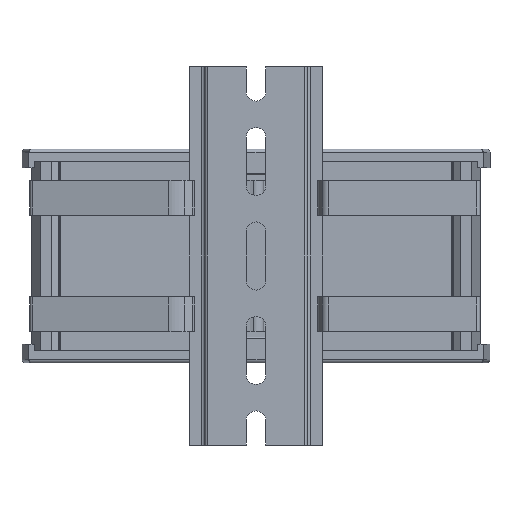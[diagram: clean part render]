
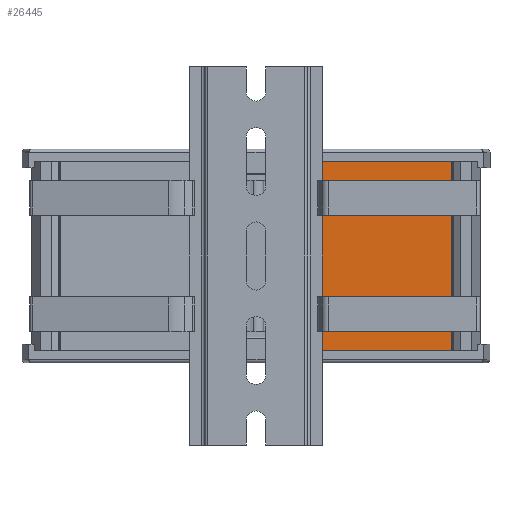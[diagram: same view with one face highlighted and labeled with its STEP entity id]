
A CAD part, front view. The second image highlights one B-rep face of the part: STEP entity #26445.
In plain terms, the highlighted planar face has unit normal (0, -1, 0).
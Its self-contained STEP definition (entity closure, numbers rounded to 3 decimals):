
#29 = AXIS2_PLACEMENT_3D ( 'NONE', #2485, #12932, #13201 ) ;
#965 = DIRECTION ( 'NONE',  ( 1., 0., 0. ) ) ;
#2057 = LINE ( 'NONE', #26198, #21221 ) ;
#2276 = DIRECTION ( 'NONE',  ( 1., 0., 0. ) ) ;
#2485 = CARTESIAN_POINT ( 'NONE',  ( 6.025, -1.653, -50. ) ) ;
#2671 = VECTOR ( 'NONE', #2276, 1000. ) ;
#3173 = EDGE_CURVE ( 'NONE', #22107, #7784, #9653, .T. ) ;
#3301 = DIRECTION ( 'NONE',  ( 0., 0., 1. ) ) ;
#3811 = VERTEX_POINT ( 'NONE', #15124 ) ;
#6275 = VECTOR ( 'NONE', #3301, 1000. ) ;
#7784 = VERTEX_POINT ( 'NONE', #8825 ) ;
#8054 = ORIENTED_EDGE ( 'NONE', *, *, #3173, .T. ) ;
#8383 = DIRECTION ( 'NONE',  ( 0., 0., 1. ) ) ;
#8803 = VECTOR ( 'NONE', #8383, 1000. ) ;
#8825 = CARTESIAN_POINT ( 'NONE',  ( 51.609, -1.653, -50. ) ) ;
#9546 = CARTESIAN_POINT ( 'NONE',  ( 51.609, -1.653, -50. ) ) ;
#9653 = LINE ( 'NONE', #14965, #2671 ) ;
#9818 = ORIENTED_EDGE ( 'NONE', *, *, #15411, .F. ) ;
#12932 = DIRECTION ( 'NONE',  ( 0., -1., 0. ) ) ;
#13201 = DIRECTION ( 'NONE',  ( 0., 0., -1. ) ) ;
#14430 = LINE ( 'NONE', #16908, #8803 ) ;
#14595 = VERTEX_POINT ( 'NONE', #19793 ) ;
#14683 = EDGE_CURVE ( 'NONE', #7784, #3811, #19504, .T. ) ;
#14965 = CARTESIAN_POINT ( 'NONE',  ( 6.025, -1.653, -50. ) ) ;
#15124 = CARTESIAN_POINT ( 'NONE',  ( 51.609, -1.653, 0. ) ) ;
#15279 = PLANE ( 'NONE',  #29 ) ;
#15411 = EDGE_CURVE ( 'NONE', #22107, #14595, #14430, .T. ) ;
#15618 = CARTESIAN_POINT ( 'NONE',  ( 6.025, -1.653, -50. ) ) ;
#16575 = ORIENTED_EDGE ( 'NONE', *, *, #14683, .T. ) ;
#16908 = CARTESIAN_POINT ( 'NONE',  ( 6.025, -1.653, -50. ) ) ;
#19504 = LINE ( 'NONE', #9546, #6275 ) ;
#19793 = CARTESIAN_POINT ( 'NONE',  ( 6.025, -1.653, 0. ) ) ;
#19954 = ORIENTED_EDGE ( 'NONE', *, *, #20620, .F. ) ;
#20227 = EDGE_LOOP ( 'NONE', ( #19954, #9818, #8054, #16575 ) ) ;
#20620 = EDGE_CURVE ( 'NONE', #14595, #3811, #2057, .T. ) ;
#21221 = VECTOR ( 'NONE', #965, 1000. ) ;
#22107 = VERTEX_POINT ( 'NONE', #15618 ) ;
#23670 = FACE_OUTER_BOUND ( 'NONE', #20227, .T. ) ;
#26198 = CARTESIAN_POINT ( 'NONE',  ( 6.025, -1.653, 0. ) ) ;
#26445 = ADVANCED_FACE ( 'NONE', ( #23670 ), #15279, .T. ) ;
